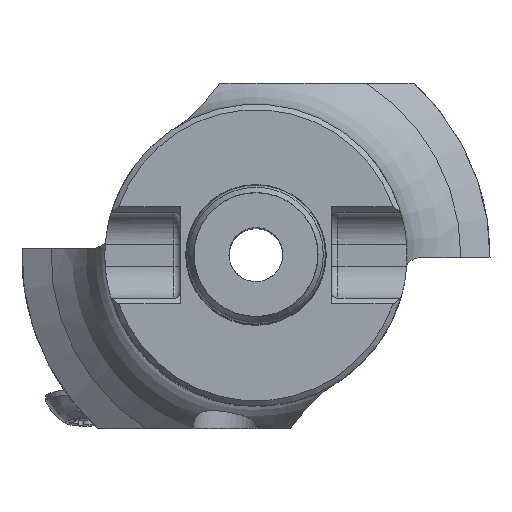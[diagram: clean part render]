
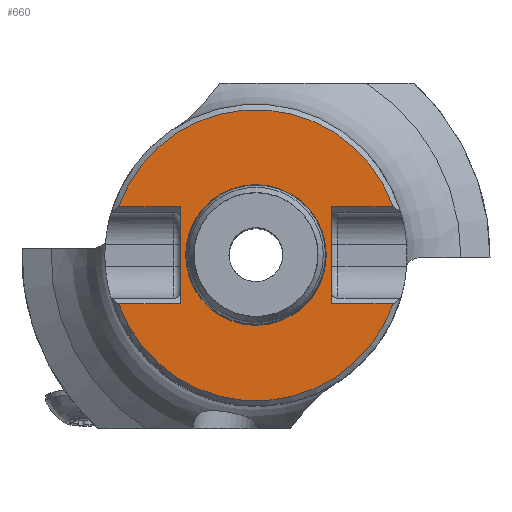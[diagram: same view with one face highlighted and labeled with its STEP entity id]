
A CAD part, top view. The second image highlights one B-rep face of the part: STEP entity #660.
In plain terms, the highlighted planar face has unit normal (0, 0, 1).
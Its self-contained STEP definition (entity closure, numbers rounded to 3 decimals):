
#213=LINE('',#4220,#350);
#214=LINE('',#4222,#351);
#215=LINE('',#4224,#352);
#216=LINE('',#4225,#353);
#217=LINE('',#4227,#354);
#218=LINE('',#4229,#355);
#350=VECTOR('',#3095,1.);
#351=VECTOR('',#3096,1.);
#352=VECTOR('',#3097,1.);
#353=VECTOR('',#3098,1.);
#354=VECTOR('',#3099,1.);
#355=VECTOR('',#3100,1.);
#660=ADVANCED_FACE('',(#820,#821),#749,.T.);
#749=PLANE('',#2545);
#820=FACE_BOUND('',#955,.T.);
#821=FACE_BOUND('',#956,.T.);
#955=EDGE_LOOP('',(#1423,#1424,#1425,#1426,#1427,#1428,#1429,#1430));
#956=EDGE_LOOP('',(#1431));
#1423=ORIENTED_EDGE('',*,*,#2113,.T.);
#1424=ORIENTED_EDGE('',*,*,#2115,.T.);
#1425=ORIENTED_EDGE('',*,*,#2116,.T.);
#1426=ORIENTED_EDGE('',*,*,#2117,.T.);
#1427=ORIENTED_EDGE('',*,*,#2110,.T.);
#1428=ORIENTED_EDGE('',*,*,#2118,.T.);
#1429=ORIENTED_EDGE('',*,*,#2119,.T.);
#1430=ORIENTED_EDGE('',*,*,#2120,.T.);
#1431=ORIENTED_EDGE('',*,*,#2104,.F.);
#1828=VERTEX_POINT('',#4117);
#1833=VERTEX_POINT('',#4200);
#1834=VERTEX_POINT('',#4202);
#1835=VERTEX_POINT('',#4212);
#1836=VERTEX_POINT('',#4214);
#1837=VERTEX_POINT('',#4221);
#1838=VERTEX_POINT('',#4223);
#1839=VERTEX_POINT('',#4226);
#1840=VERTEX_POINT('',#4228);
#2104=EDGE_CURVE('',#1828,#1828,#2291,.T.);
#2110=EDGE_CURVE('',#1834,#1833,#2295,.T.);
#2113=EDGE_CURVE('',#1836,#1835,#2296,.T.);
#2115=EDGE_CURVE('',#1835,#1837,#213,.T.);
#2116=EDGE_CURVE('',#1837,#1838,#214,.T.);
#2117=EDGE_CURVE('',#1838,#1834,#215,.T.);
#2118=EDGE_CURVE('',#1833,#1839,#216,.T.);
#2119=EDGE_CURVE('',#1839,#1840,#217,.T.);
#2120=EDGE_CURVE('',#1840,#1836,#218,.T.);
#2291=CIRCLE('',#2533,6.5);
#2295=CIRCLE('',#2541,13.5);
#2296=CIRCLE('',#2543,13.5);
#2533=AXIS2_PLACEMENT_3D('',#4116,#3071,#3072);
#2541=AXIS2_PLACEMENT_3D('',#4201,#3087,#3088);
#2543=AXIS2_PLACEMENT_3D('',#4213,#3091,#3092);
#2545=AXIS2_PLACEMENT_3D('',#4230,#3101,#3102);
#3071=DIRECTION('',(0.,0.,1.));
#3072=DIRECTION('',(1.,0.,0.));
#3087=DIRECTION('',(0.,0.,1.));
#3088=DIRECTION('',(1.,0.,0.));
#3091=DIRECTION('',(0.,0.,1.));
#3092=DIRECTION('',(1.,0.,0.));
#3095=DIRECTION('',(1.,0.,0.));
#3096=DIRECTION('',(0.,-1.,0.));
#3097=DIRECTION('',(-1.,0.,0.));
#3098=DIRECTION('',(-1.,0.,0.));
#3099=DIRECTION('',(0.,1.,0.));
#3100=DIRECTION('',(1.,0.,0.));
#3101=DIRECTION('',(0.,0.,1.));
#3102=DIRECTION('',(1.,0.,0.));
#4116=CARTESIAN_POINT('',(0.,0.,0.));
#4117=CARTESIAN_POINT('',(6.5,0.,0.));
#4200=CARTESIAN_POINT('',(12.728,-4.5,0.));
#4201=CARTESIAN_POINT('',(0.,0.,0.));
#4202=CARTESIAN_POINT('',(-12.728,-4.5,0.));
#4212=CARTESIAN_POINT('',(-12.728,4.5,0.));
#4213=CARTESIAN_POINT('',(0.,0.,0.));
#4214=CARTESIAN_POINT('',(12.728,4.5,0.));
#4220=CARTESIAN_POINT('',(0.,4.5,0.));
#4221=CARTESIAN_POINT('',(-7.,4.5,0.));
#4222=CARTESIAN_POINT('',(-7.,0.,0.));
#4223=CARTESIAN_POINT('',(-7.,-4.5,0.));
#4224=CARTESIAN_POINT('',(0.,-4.5,0.));
#4225=CARTESIAN_POINT('',(0.,-4.5,0.));
#4226=CARTESIAN_POINT('',(7.,-4.5,0.));
#4227=CARTESIAN_POINT('',(7.,0.,0.));
#4228=CARTESIAN_POINT('',(7.,4.5,0.));
#4229=CARTESIAN_POINT('',(0.,4.5,0.));
#4230=CARTESIAN_POINT('',(0.,0.,0.));
